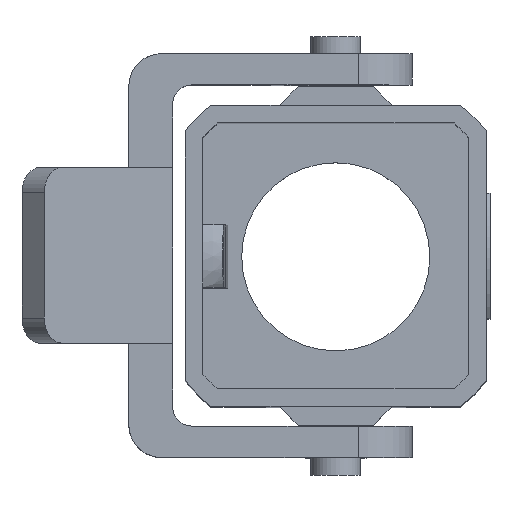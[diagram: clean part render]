
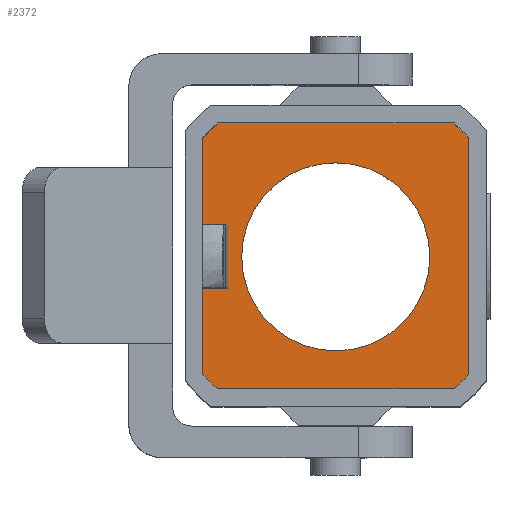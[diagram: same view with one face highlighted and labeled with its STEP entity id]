
A CAD part, top view. The second image highlights one B-rep face of the part: STEP entity #2372.
In plain terms, the highlighted planar face has unit normal (0, 0, 1).
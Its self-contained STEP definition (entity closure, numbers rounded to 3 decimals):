
#1494=PLANE('',#4976);
#1818=LINE('',#7257,#2169);
#1822=LINE('',#7269,#2173);
#1826=LINE('',#7281,#2177);
#1829=LINE('',#7287,#2180);
#1832=LINE('',#7305,#2183);
#1834=LINE('',#7308,#2185);
#1836=LINE('',#7311,#2187);
#1837=LINE('',#7313,#2188);
#2169=VECTOR('',#5748,1.);
#2173=VECTOR('',#5760,1.);
#2177=VECTOR('',#5772,1.);
#2180=VECTOR('',#5777,1.);
#2183=VECTOR('',#5788,1.);
#2185=VECTOR('',#5790,1.);
#2187=VECTOR('',#5794,1.);
#2188=VECTOR('',#5795,1.);
#2372=ADVANCED_FACE('',(#2477,#2478),#1494,.F.);
#2477=FACE_BOUND('',#2690,.T.);
#2478=FACE_BOUND('',#2691,.T.);
#2690=EDGE_LOOP('',(#3531));
#2691=EDGE_LOOP('',(#3532,#3533,#3534,#3535,#3536,#3537,#3538,#3539,#3540,
#3541,#3542,#3543));
#3531=ORIENTED_EDGE('',*,*,#4388,.F.);
#3532=ORIENTED_EDGE('',*,*,#4423,.F.);
#3533=ORIENTED_EDGE('',*,*,#4419,.T.);
#3534=ORIENTED_EDGE('',*,*,#4408,.T.);
#3535=ORIENTED_EDGE('',*,*,#4403,.F.);
#3536=ORIENTED_EDGE('',*,*,#4402,.T.);
#3537=ORIENTED_EDGE('',*,*,#4397,.F.);
#3538=ORIENTED_EDGE('',*,*,#4396,.T.);
#3539=ORIENTED_EDGE('',*,*,#4409,.T.);
#3540=ORIENTED_EDGE('',*,*,#4390,.T.);
#3541=ORIENTED_EDGE('',*,*,#4421,.T.);
#3542=ORIENTED_EDGE('',*,*,#4412,.F.);
#3543=ORIENTED_EDGE('',*,*,#4424,.F.);
#3943=VERTEX_POINT('',#7237);
#3945=VERTEX_POINT('',#7241);
#3946=VERTEX_POINT('',#7243);
#3949=VERTEX_POINT('',#7250);
#3951=VERTEX_POINT('',#7254);
#3952=VERTEX_POINT('',#7258);
#3955=VERTEX_POINT('',#7265);
#3956=VERTEX_POINT('',#7270);
#3959=VERTEX_POINT('',#7277);
#3961=VERTEX_POINT('',#7286);
#3962=VERTEX_POINT('',#7288);
#3967=VERTEX_POINT('',#7306);
#3968=VERTEX_POINT('',#7312);
#4388=EDGE_CURVE('',#3943,#3943,#4526,.T.);
#4390=EDGE_CURVE('',#3946,#3945,#4527,.T.);
#4396=EDGE_CURVE('',#3949,#3951,#4530,.T.);
#4397=EDGE_CURVE('',#3949,#3952,#1818,.T.);
#4402=EDGE_CURVE('',#3955,#3952,#4532,.T.);
#4403=EDGE_CURVE('',#3955,#3956,#1822,.T.);
#4408=EDGE_CURVE('',#3959,#3956,#4534,.T.);
#4409=EDGE_CURVE('',#3951,#3946,#1826,.T.);
#4412=EDGE_CURVE('',#3961,#3962,#1829,.T.);
#4419=EDGE_CURVE('',#3967,#3959,#1832,.T.);
#4421=EDGE_CURVE('',#3945,#3962,#1834,.T.);
#4423=EDGE_CURVE('',#3967,#3968,#1836,.T.);
#4424=EDGE_CURVE('',#3968,#3961,#1837,.T.);
#4526=CIRCLE('',#4954,7.5);
#4527=CIRCLE('',#4956,14.2);
#4530=CIRCLE('',#4960,14.2);
#4532=CIRCLE('',#4964,14.2);
#4534=CIRCLE('',#4968,14.2);
#4954=AXIS2_PLACEMENT_3D('',#7236,#5728,#5729);
#4956=AXIS2_PLACEMENT_3D('',#7242,#5733,#5734);
#4960=AXIS2_PLACEMENT_3D('',#7255,#5744,#5745);
#4964=AXIS2_PLACEMENT_3D('',#7267,#5756,#5757);
#4968=AXIS2_PLACEMENT_3D('',#7279,#5768,#5769);
#4976=AXIS2_PLACEMENT_3D('',#7314,#5796,#5797);
#5728=DIRECTION('',(0.,0.,1.));
#5729=DIRECTION('',(0.,1.,0.));
#5733=DIRECTION('',(0.,0.,1.));
#5734=DIRECTION('',(0.,1.,0.));
#5744=DIRECTION('',(0.,0.,1.));
#5745=DIRECTION('',(0.,1.,0.));
#5748=DIRECTION('',(0.,-1.,0.));
#5756=DIRECTION('',(0.,0.,1.));
#5757=DIRECTION('',(0.,1.,0.));
#5760=DIRECTION('',(-1.,0.,0.));
#5768=DIRECTION('',(0.,0.,1.));
#5769=DIRECTION('',(0.,1.,0.));
#5772=DIRECTION('',(-1.,0.,0.));
#5777=DIRECTION('',(-1.,0.,0.));
#5788=DIRECTION('',(0.,-1.,0.));
#5790=DIRECTION('',(0.,-1.,0.));
#5794=DIRECTION('',(1.,0.,0.));
#5795=DIRECTION('',(0.,1.,0.));
#5796=DIRECTION('',(0.,0.,-1.));
#5797=DIRECTION('',(1.,0.,0.));
#7236=CARTESIAN_POINT('',(0.,0.,-31.9));
#7237=CARTESIAN_POINT('',(0.,7.5,-31.9));
#7241=CARTESIAN_POINT('',(-10.6,9.449,-31.9));
#7242=CARTESIAN_POINT('',(0.,0.,-31.9));
#7243=CARTESIAN_POINT('',(-9.449,10.6,-31.9));
#7250=CARTESIAN_POINT('',(10.6,9.449,-31.9));
#7254=CARTESIAN_POINT('',(9.449,10.6,-31.9));
#7255=CARTESIAN_POINT('',(0.,0.,-31.9));
#7257=CARTESIAN_POINT('',(10.6,9.649,-31.9));
#7258=CARTESIAN_POINT('',(10.6,-9.449,-31.9));
#7265=CARTESIAN_POINT('',(9.449,-10.6,-31.9));
#7267=CARTESIAN_POINT('',(0.,0.,-31.9));
#7269=CARTESIAN_POINT('',(9.649,-10.6,-31.9));
#7270=CARTESIAN_POINT('',(-9.449,-10.6,-31.9));
#7277=CARTESIAN_POINT('',(-10.6,-9.449,-31.9));
#7279=CARTESIAN_POINT('',(0.,0.,-31.9));
#7281=CARTESIAN_POINT('',(-9.649,10.6,-31.9));
#7286=CARTESIAN_POINT('',(-8.602,2.5,-31.9));
#7287=CARTESIAN_POINT('',(-8.602,2.5,-31.9));
#7288=CARTESIAN_POINT('',(-10.6,2.5,-31.9));
#7305=CARTESIAN_POINT('',(-10.6,-9.749,-31.9));
#7306=CARTESIAN_POINT('',(-10.6,-2.5,-31.9));
#7308=CARTESIAN_POINT('',(-10.6,-9.749,-31.9));
#7311=CARTESIAN_POINT('',(-9.6,-2.5,-31.9));
#7312=CARTESIAN_POINT('',(-8.602,-2.5,-31.9));
#7313=CARTESIAN_POINT('',(-8.602,-2.5,-31.9));
#7314=CARTESIAN_POINT('',(-11.76,11.76,-31.9));
